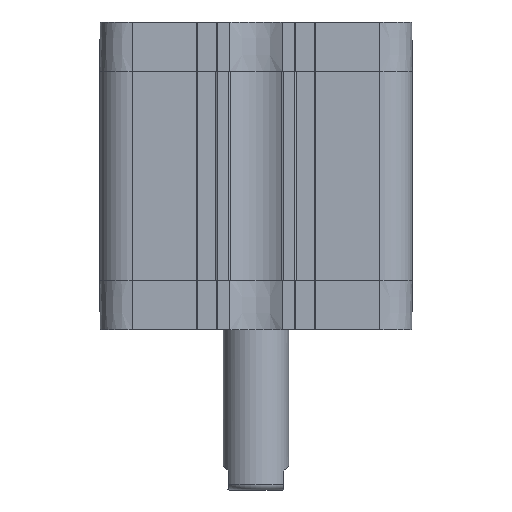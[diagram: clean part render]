
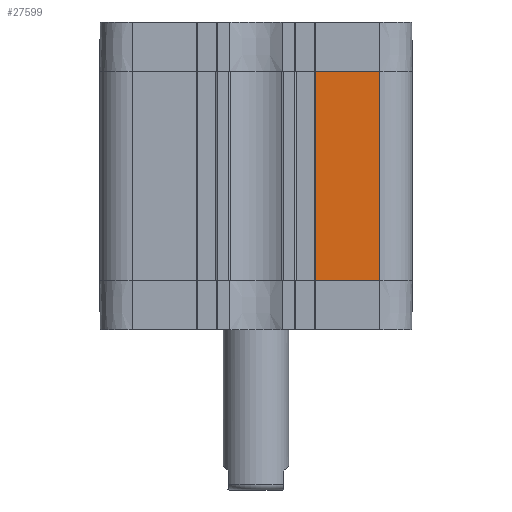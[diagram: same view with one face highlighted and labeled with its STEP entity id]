
A CAD part, front view. The second image highlights one B-rep face of the part: STEP entity #27599.
In plain terms, the highlighted planar face has unit normal (0, -1, 0).
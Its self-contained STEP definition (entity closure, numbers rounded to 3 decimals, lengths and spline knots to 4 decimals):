
#2712=LINE($,#55327,#4760);
#2765=LINE($,#55547,#4813);
#2792=LINE($,#55657,#4840);
#2794=LINE($,#55660,#4842);
#4760=VECTOR($,#32949,1.95);
#4813=VECTOR($,#33124,1.95);
#4840=VECTOR($,#33211,6.4);
#4842=VECTOR($,#33215,6.4);
#5461=PLANE($,#28863);
#7571=FACE_OUTER_BOUND($,#9315,.T.);
#9315=EDGE_LOOP($,(#25525,#25526,#25527,#25528));
#13539=VERTEX_POINT($,#55324);
#13540=VERTEX_POINT($,#55326);
#13645=VERTEX_POINT($,#55544);
#13646=VERTEX_POINT($,#55546);
#17505=EDGE_CURVE($,#13539,#13540,#2712,.T.);
#17616=EDGE_CURVE($,#13646,#13645,#2765,.T.);
#17672=EDGE_CURVE($,#13540,#13645,#2792,.T.);
#17674=EDGE_CURVE($,#13539,#13646,#2794,.T.);
#25525=ORIENTED_EDGE($,*,*,#17672,.F.);
#25526=ORIENTED_EDGE($,*,*,#17505,.F.);
#25527=ORIENTED_EDGE($,*,*,#17674,.T.);
#25528=ORIENTED_EDGE($,*,*,#17616,.T.);
#27599=ADVANCED_FACE($,(#7571),#5461,.T.);
#28863=AXIS2_PLACEMENT_3D($,#55659,#33213,#33214);
#32949=DIRECTION($,(-1.,0.,0.));
#33124=DIRECTION($,(-1.,0.,0.));
#33211=DIRECTION($,(0.,0.,1.));
#33213=DIRECTION('center_axis',(0.,-1.,0.));
#33214=DIRECTION('ref_axis',(0.,0.,-1.));
#33215=DIRECTION($,(0.,0.,1.));
#55324=CARTESIAN_POINT('',(3.775,-4.775,0.));
#55326=CARTESIAN_POINT('',(1.825,-4.775,0.));
#55327=CARTESIAN_POINT($,(3.775,-4.775,0.));
#55544=CARTESIAN_POINT('',(1.825,-4.775,6.4));
#55546=CARTESIAN_POINT('',(3.775,-4.775,6.4));
#55547=CARTESIAN_POINT($,(3.775,-4.775,6.4));
#55657=CARTESIAN_POINT($,(1.825,-4.775,0.));
#55659=CARTESIAN_POINT('Origin',(3.775,-4.775,0.));
#55660=CARTESIAN_POINT($,(3.775,-4.775,0.));
